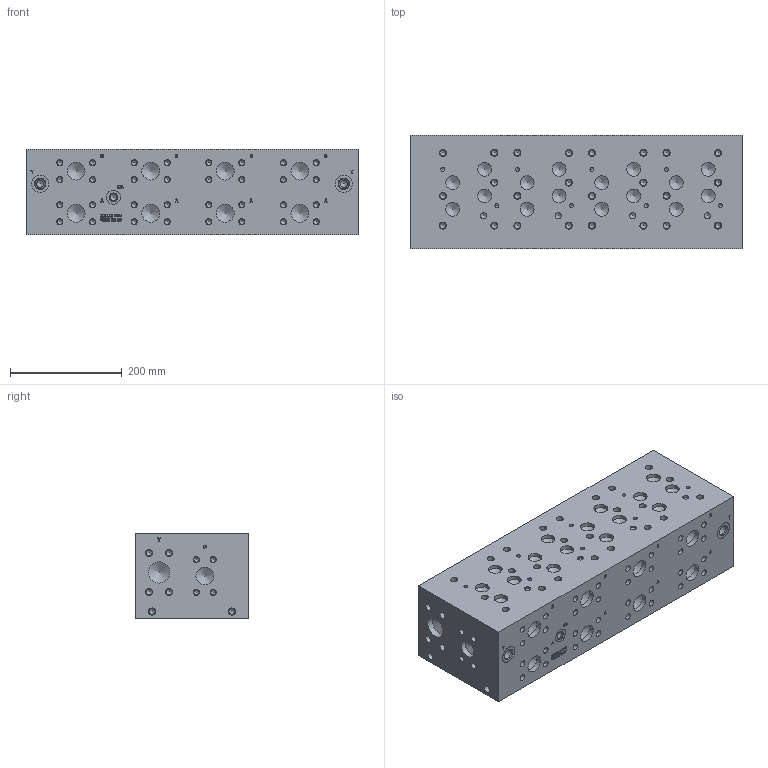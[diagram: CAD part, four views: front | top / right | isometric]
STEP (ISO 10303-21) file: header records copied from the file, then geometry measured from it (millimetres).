
FILE_DESCRIPTION(/* description */ (''),/* implementation_level */ '2;1');
FILE_NAME(/* name */ '_D08HP045F.stp',/* time_stamp */ '2022-10-25T16:44:24-04:00',/* author */ ('mikeh'),/* organization */ (''),/* preprocessor_version */ 'ST-DEVELOPER v18',/* originating_system */ 'Autodesk Inventor 2020',/* authorisation */ '');
FILE_SCHEMA (('AUTOMOTIVE_DESIGN { 1 0 10303 214 3 1 1 }'));
Length unit declared in the file: millimetre
Products named in the file (1): Part_DD08HP045F_3D
Bounding box: 593.73 x 203.2 x 152.4 mm (x, y, z)
Volume: 17886067.2 mm3; surface area: 606663.8 mm2
Topology: 1 solids, 1 shells, 1001 faces, 2769 edges, 1912 vertices
Faces by surface type: plane 500, cylinder 207, bspline 166, cone 128
Full cylindrical faces by diameter (mm): 7.137 x8, 9.347 x40, 10.719 x36, 11.125 x44, 12.294 x1, 12.7 x38, 12.9 x1, 14.275 x1, 14.529 x1, 17.501 x2, 19.05 x2, 19.253 x2, 24.613 x16, 25.019 x1, 30.632 x2, 31.75 x10, 38.1 x2
Entity records: 33446 total; most frequent: CARTESIAN_POINT 7890, ORIENTED_EDGE 5308, DIRECTION 4739, EDGE_CURVE 2654, VERTEX_POINT 1912, AXIS2_PLACEMENT_3D 1585, LINE 1569, VECTOR 1569
